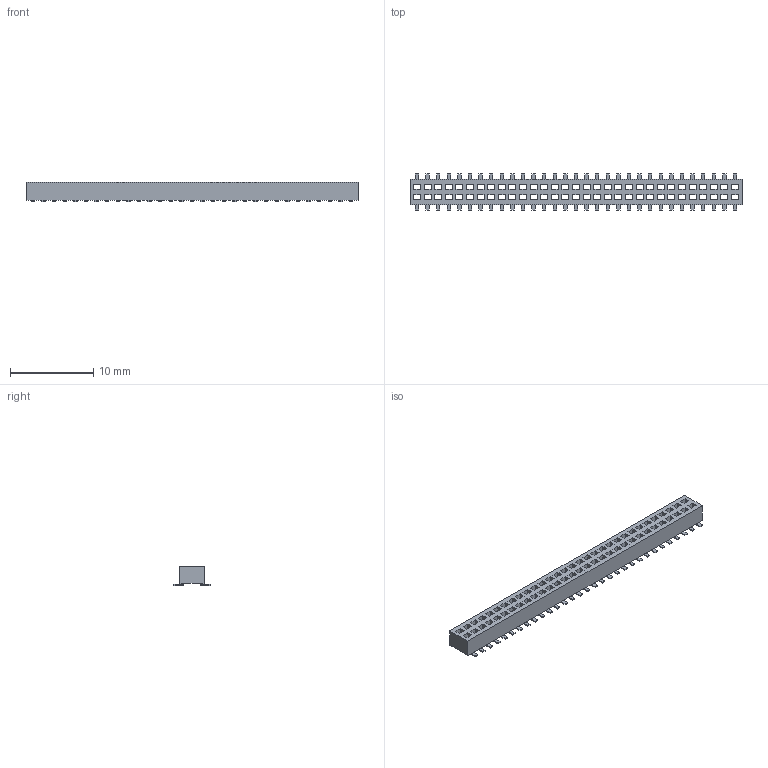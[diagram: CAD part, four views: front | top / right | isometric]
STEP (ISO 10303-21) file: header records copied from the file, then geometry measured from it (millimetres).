
FILE_DESCRIPTION(('FreeCAD Model'),'2;1');
FILE_NAME('Open CASCADE Shape Model','2025-01-12T20:17:48',(''),(''), 'Open CASCADE STEP processor 7.8','FreeCAD','Unknown');
FILE_SCHEMA(('AUTOMOTIVE_DESIGN { 1 0 10303 214 1 1 1 1 }'));
Length unit declared in the file: millimetre
Products named in the file (3): C-106-22-1-G-31-BE_Pin001; CLP-131-2-G-D-BETRM; C-106-22-1-G-31-BE_Pin
Bounding box: 39.8 x 4.32 x 2.29 mm (x, y, z)
Volume: 188.9 mm3; surface area: 881.7 mm2
Topology: 3 solids, 3 shells, 758 faces, 2256 edges, 1504 vertices
Faces by surface type: plane 634, cylinder 124
Entity records: 25434 total; most frequent: CARTESIAN_POINT 4519, ORIENTED_EDGE 4512, DIRECTION 4022, EDGE_CURVE 2256, LINE 2008, VECTOR 2008, VERTEX_POINT 1504, AXIS2_PLACEMENT_3D 1007
